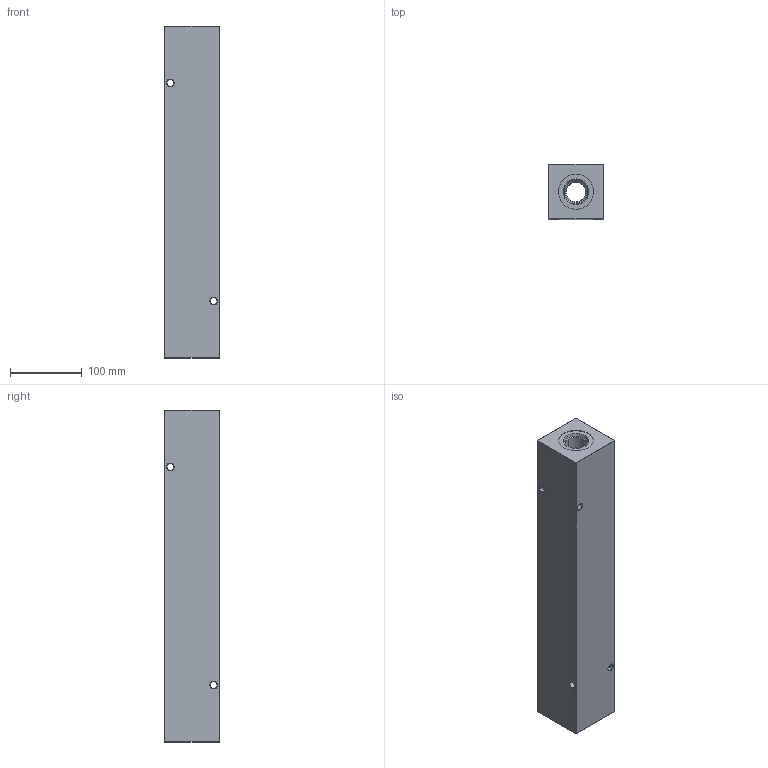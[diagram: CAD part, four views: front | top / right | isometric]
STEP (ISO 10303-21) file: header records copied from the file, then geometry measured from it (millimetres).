
FILE_DESCRIPTION (( 'STEP AP203' ), '1' );
FILE_NAME ('HM-6-90-S-16-16.STEP', '2020-11-09T23:30:13', ( '' ), ( '' ), 'SwSTEP 2.0', 'SolidWorks 2019', '' );
FILE_SCHEMA (( 'CONFIG_CONTROL_DESIGN' ));
Length unit declared in the file: inch
Products named in the file (1): HM-6-90-S-16-16
Bounding box: 76.2 x 76.2 x 463.55 mm (x, y, z)
Volume: 2123392.6 mm3; surface area: 214511.2 mm2
Topology: 1 solids, 1 shells, 685 faces, 1741 edges, 1104 vertices
Faces by surface type: plane 253, bspline 204, cylinder 116, cone 112
Entity records: 30696 total; most frequent: CARTESIAN_POINT 15633, ORIENTED_EDGE 3482, DIRECTION 2413, EDGE_CURVE 1741, VERTEX_POINT 1104, LINE 933, VECTOR 933, EDGE_LOOP 769
